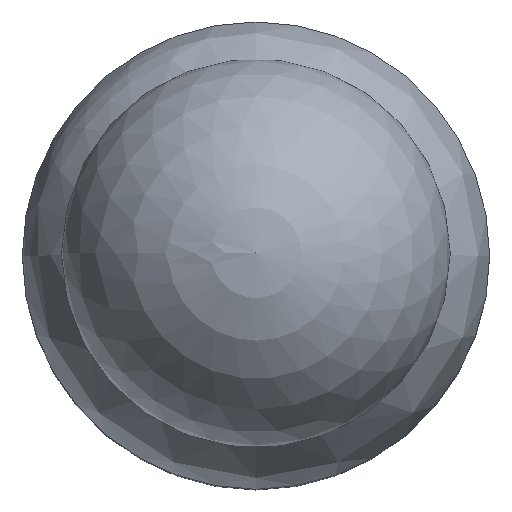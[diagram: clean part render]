
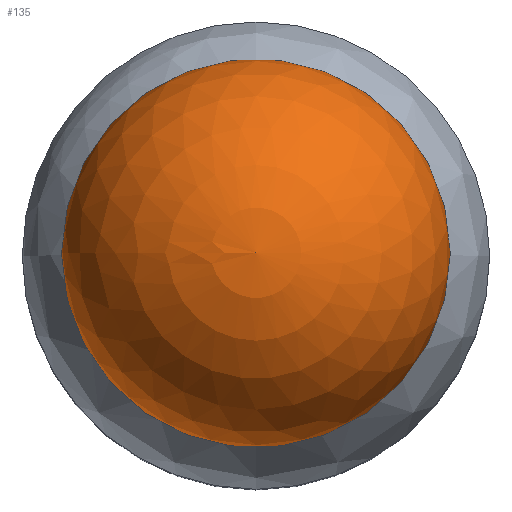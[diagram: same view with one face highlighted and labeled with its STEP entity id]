
A CAD part, top view. The second image highlights one B-rep face of the part: STEP entity #135.
In plain terms, the highlighted spherical face has radius 6.75 mm.
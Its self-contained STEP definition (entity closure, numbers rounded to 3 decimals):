
#22=SPHERICAL_SURFACE('',#169,6.75);
#38=FACE_OUTER_BOUND('',#47,.T.);
#47=EDGE_LOOP('',(#117,#118,#119,#120));
#60=CIRCLE('',#166,5.802);
#61=CIRCLE('',#167,5.802);
#63=CIRCLE('',#170,6.75);
#72=VERTEX_POINT('',#279);
#73=VERTEX_POINT('',#280);
#74=VERTEX_POINT('',#285);
#87=EDGE_CURVE('',#72,#73,#60,.T.);
#88=EDGE_CURVE('',#73,#72,#61,.T.);
#90=EDGE_CURVE('',#74,#73,#63,.T.);
#117=ORIENTED_EDGE('',*,*,#87,.F.);
#118=ORIENTED_EDGE('',*,*,#88,.F.);
#119=ORIENTED_EDGE('',*,*,#90,.F.);
#120=ORIENTED_EDGE('',*,*,#90,.T.);
#135=ADVANCED_FACE('',(#38),#22,.T.);
#166=AXIS2_PLACEMENT_3D('',#281,#207,#208);
#167=AXIS2_PLACEMENT_3D('',#282,#209,#210);
#169=AXIS2_PLACEMENT_3D('',#284,#213,#214);
#170=AXIS2_PLACEMENT_3D('',#286,#215,#216);
#207=DIRECTION('center_axis',(0.,0.,-1.));
#208=DIRECTION('ref_axis',(-1.,0.,0.));
#209=DIRECTION('center_axis',(0.,0.,-1.));
#210=DIRECTION('ref_axis',(-1.,0.,0.));
#213=DIRECTION('center_axis',(0.,0.,1.));
#214=DIRECTION('ref_axis',(1.,0.,0.));
#215=DIRECTION('center_axis',(0.,-1.,0.));
#216=DIRECTION('ref_axis',(-1.,0.,0.));
#279=CARTESIAN_POINT('',(53.702,-2.9,60.551));
#280=CARTESIAN_POINT('',(42.098,-2.9,60.551));
#281=CARTESIAN_POINT('Origin',(47.9,-2.9,60.551));
#282=CARTESIAN_POINT('Origin',(47.9,-2.9,60.551));
#284=CARTESIAN_POINT('Origin',(47.9,-2.9,64.));
#285=CARTESIAN_POINT('',(47.9,-2.9,70.75));
#286=CARTESIAN_POINT('Origin',(47.9,-2.9,64.));
